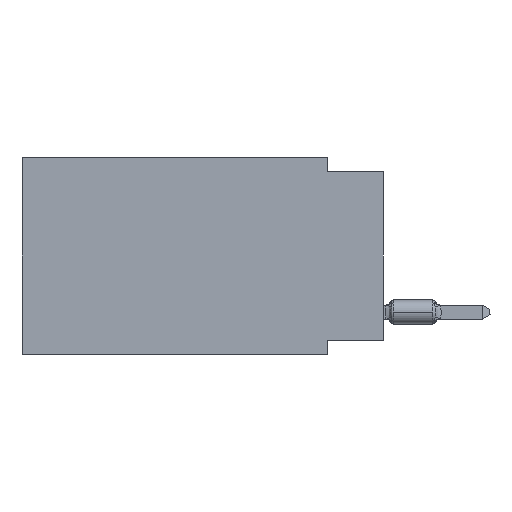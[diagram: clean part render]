
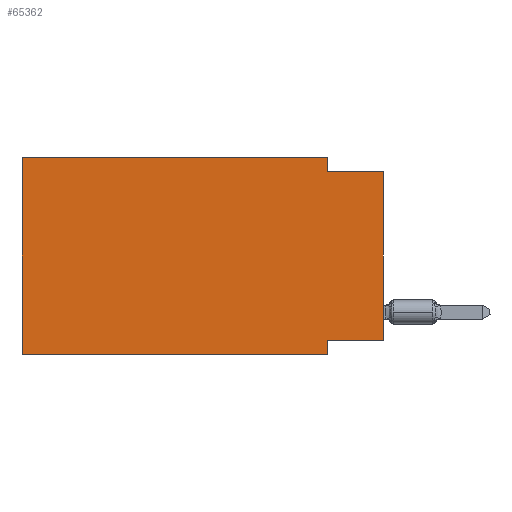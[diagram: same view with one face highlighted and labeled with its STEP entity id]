
A CAD part, left-side view. The second image highlights one B-rep face of the part: STEP entity #65362.
In plain terms, the highlighted planar face has unit normal (-1, 0, 0).
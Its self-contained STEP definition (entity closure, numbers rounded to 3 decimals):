
#323 = VECTOR ( 'NONE', #82828, 1000. ) ;
#1804 = DIRECTION ( 'NONE',  ( 1., 0., 0. ) ) ;
#2653 = AXIS2_PLACEMENT_3D ( 'NONE', #34997, #1804, #55777 ) ;
#3798 = ORIENTED_EDGE ( 'NONE', *, *, #32728, .F. ) ;
#4762 = EDGE_LOOP ( 'NONE', ( #68015, #63551, #15732, #6087, #3798, #83787, #64179, #8874 ) ) ;
#4770 = CARTESIAN_POINT ( 'NONE',  ( 0., 2.54, 0. ) ) ;
#6087 = ORIENTED_EDGE ( 'NONE', *, *, #71334, .F. ) ;
#6584 = CARTESIAN_POINT ( 'NONE',  ( 0., 16.383, -8.89 ) ) ;
#8874 = ORIENTED_EDGE ( 'NONE', *, *, #49292, .F. ) ;
#14639 = CARTESIAN_POINT ( 'NONE',  ( 0., 0., -0.635 ) ) ;
#15241 = DIRECTION ( 'NONE',  ( 0., 1., 0. ) ) ;
#15448 = DIRECTION ( 'NONE',  ( 0., 0., -1. ) ) ;
#15732 = ORIENTED_EDGE ( 'NONE', *, *, #15786, .F. ) ;
#15786 = EDGE_CURVE ( 'NONE', #36140, #71819, #78707, .T. ) ;
#16871 = EDGE_CURVE ( 'NONE', #54407, #77311, #34013, .T. ) ;
#19609 = VERTEX_POINT ( 'NONE', #52988 ) ;
#19725 = CARTESIAN_POINT ( 'NONE',  ( 0., 2.54, -0.635 ) ) ;
#21149 = CARTESIAN_POINT ( 'NONE',  ( 0., 0., -0.635 ) ) ;
#22503 = VERTEX_POINT ( 'NONE', #27199 ) ;
#23457 = EDGE_CURVE ( 'NONE', #22503, #77311, #49071, .T. ) ;
#26615 = LINE ( 'NONE', #14639, #40503 ) ;
#27199 = CARTESIAN_POINT ( 'NONE',  ( 0., 2.54, -8.255 ) ) ;
#27929 = FACE_OUTER_BOUND ( 'NONE', #4762, .T. ) ;
#31669 = EDGE_CURVE ( 'NONE', #71819, #39490, #26615, .T. ) ;
#32494 = CARTESIAN_POINT ( 'NONE',  ( 0., 16.383, 0. ) ) ;
#32728 = EDGE_CURVE ( 'NONE', #54407, #35230, #73968, .T. ) ;
#34013 = LINE ( 'NONE', #6584, #49736 ) ;
#34997 = CARTESIAN_POINT ( 'NONE',  ( 0., 16.383, 0. ) ) ;
#35082 = DIRECTION ( 'NONE',  ( 0., 0., 1. ) ) ;
#35225 = CARTESIAN_POINT ( 'NONE',  ( 0., 16.383, -8.89 ) ) ;
#35230 = VERTEX_POINT ( 'NONE', #32494 ) ;
#35440 = PLANE ( 'NONE',  #2653 ) ;
#35474 = LINE ( 'NONE', #62465, #323 ) ;
#35597 = LINE ( 'NONE', #84273, #36518 ) ;
#36140 = VERTEX_POINT ( 'NONE', #69704 ) ;
#36518 = VECTOR ( 'NONE', #15241, 1000. ) ;
#39490 = VERTEX_POINT ( 'NONE', #21149 ) ;
#39879 = CARTESIAN_POINT ( 'NONE',  ( 0., 16.383, 0. ) ) ;
#40503 = VECTOR ( 'NONE', #46973, 1000. ) ;
#45483 = DIRECTION ( 'NONE',  ( 0., 0., -1. ) ) ;
#46973 = DIRECTION ( 'NONE',  ( 0., -1., 0. ) ) ;
#47930 = LINE ( 'NONE', #68307, #69269 ) ;
#49071 = LINE ( 'NONE', #76102, #70849 ) ;
#49292 = EDGE_CURVE ( 'NONE', #19609, #22503, #35597, .T. ) ;
#49736 = VECTOR ( 'NONE', #60562, 1000. ) ;
#51933 = VECTOR ( 'NONE', #53582, 1000. ) ;
#52988 = CARTESIAN_POINT ( 'NONE',  ( 0., 0., -8.255 ) ) ;
#53582 = DIRECTION ( 'NONE',  ( 0., 0., 1. ) ) ;
#54407 = VERTEX_POINT ( 'NONE', #35225 ) ;
#55777 = DIRECTION ( 'NONE',  ( 0., 0., -1. ) ) ;
#60562 = DIRECTION ( 'NONE',  ( 0., -1., 0. ) ) ;
#62465 = CARTESIAN_POINT ( 'NONE',  ( 0., 16.383, 0. ) ) ;
#63551 = ORIENTED_EDGE ( 'NONE', *, *, #31669, .F. ) ;
#63831 = EDGE_CURVE ( 'NONE', #19609, #39490, #47930, .T. ) ;
#64179 = ORIENTED_EDGE ( 'NONE', *, *, #23457, .F. ) ;
#65362 = ADVANCED_FACE ( 'NONE', ( #27929 ), #35440, .F. ) ;
#68015 = ORIENTED_EDGE ( 'NONE', *, *, #63831, .T. ) ;
#68307 = CARTESIAN_POINT ( 'NONE',  ( 0., 0., 0. ) ) ;
#69269 = VECTOR ( 'NONE', #35082, 1000. ) ;
#69704 = CARTESIAN_POINT ( 'NONE',  ( 0., 2.54, 0. ) ) ;
#70849 = VECTOR ( 'NONE', #15448, 1000. ) ;
#71334 = EDGE_CURVE ( 'NONE', #35230, #36140, #35474, .T. ) ;
#71819 = VERTEX_POINT ( 'NONE', #19725 ) ;
#72204 = CARTESIAN_POINT ( 'NONE',  ( 0., 2.54, -8.89 ) ) ;
#73968 = LINE ( 'NONE', #39879, #51933 ) ;
#76102 = CARTESIAN_POINT ( 'NONE',  ( 0., 2.54, -8.89 ) ) ;
#77311 = VERTEX_POINT ( 'NONE', #72204 ) ;
#78707 = LINE ( 'NONE', #4770, #80685 ) ;
#80685 = VECTOR ( 'NONE', #45483, 1000. ) ;
#82828 = DIRECTION ( 'NONE',  ( 0., -1., 0. ) ) ;
#83787 = ORIENTED_EDGE ( 'NONE', *, *, #16871, .T. ) ;
#84273 = CARTESIAN_POINT ( 'NONE',  ( 0., 0., -8.255 ) ) ;
